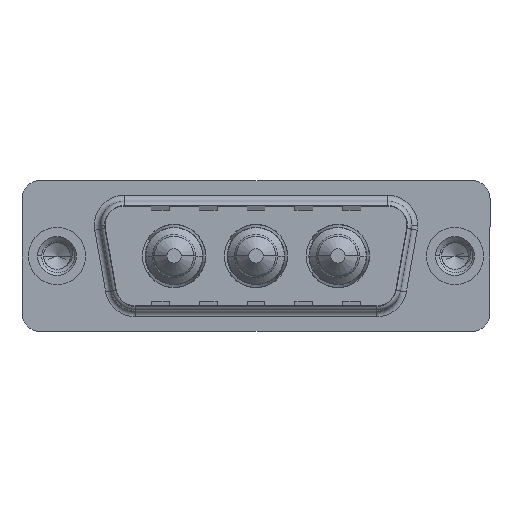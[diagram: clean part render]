
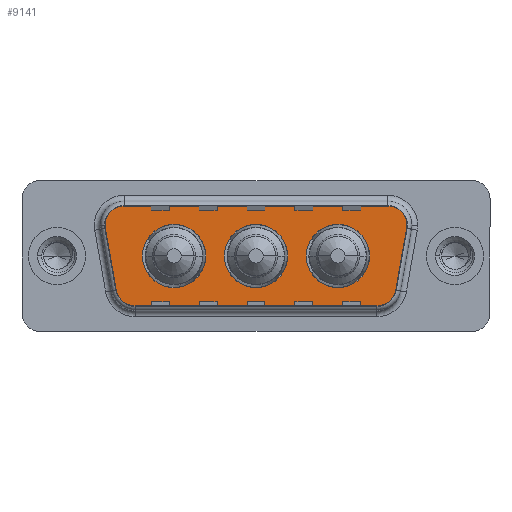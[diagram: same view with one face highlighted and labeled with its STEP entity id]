
A CAD part, top view. The second image highlights one B-rep face of the part: STEP entity #9141.
In plain terms, the highlighted planar face has unit normal (0, 0, 1).
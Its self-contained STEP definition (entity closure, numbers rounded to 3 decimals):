
#39 = CARTESIAN_POINT ( 'NONE',  ( 29.859, 2.553, 0. ) ) ;
#74 = CARTESIAN_POINT ( 'NONE',  ( 20.85, 0., 0. ) ) ;
#94 = EDGE_CURVE ( 'NONE', #2868, #11963, #7266, .T. ) ;
#112 = VERTEX_POINT ( 'NONE', #6473 ) ;
#371 = DIRECTION ( 'NONE',  ( 1., 0., 0. ) ) ;
#382 = EDGE_CURVE ( 'NONE', #7506, #805, #2987, .T. ) ;
#418 = EDGE_LOOP ( 'NONE', ( #6005, #10719 ) ) ;
#429 = ORIENTED_EDGE ( 'NONE', *, *, #94, .T. ) ;
#448 = DIRECTION ( 'NONE',  ( 0., 0., 1. ) ) ;
#451 = CARTESIAN_POINT ( 'NONE',  ( 5.411, 4.9, 0. ) ) ;
#467 = EDGE_CURVE ( 'NONE', #5267, #13762, #13262, .T. ) ;
#501 = ORIENTED_EDGE ( 'NONE', *, *, #3027, .F. ) ;
#769 = ORIENTED_EDGE ( 'NONE', *, *, #6491, .T. ) ;
#792 = EDGE_CURVE ( 'NONE', #2121, #2868, #12427, .T. ) ;
#805 = VERTEX_POINT ( 'NONE', #11385 ) ;
#848 = DIRECTION ( 'NONE',  ( 0., 0., 1. ) ) ;
#1094 = CIRCLE ( 'NONE', #2214, 2. ) ;
#1202 = CARTESIAN_POINT ( 'NONE',  ( 12.45, 0., 0. ) ) ;
#1312 = EDGE_CURVE ( 'NONE', #2134, #7275, #13076, .T. ) ;
#1514 = CARTESIAN_POINT ( 'NONE',  ( 6.434, -4.9, 0. ) ) ;
#1603 = AXIS2_PLACEMENT_3D ( 'NONE', #10238, #10018, #8500 ) ;
#1714 = AXIS2_PLACEMENT_3D ( 'NONE', #10148, #448, #6875 ) ;
#1750 = CARTESIAN_POINT ( 'NONE',  ( 5.411, 2.9, 0. ) ) ;
#1905 = DIRECTION ( 'NONE',  ( -1., 0., 0. ) ) ;
#2067 = VECTOR ( 'NONE', #5102, 1000. ) ;
#2121 = VERTEX_POINT ( 'NONE', #5434 ) ;
#2134 = VERTEX_POINT ( 'NONE', #1202 ) ;
#2214 = AXIS2_PLACEMENT_3D ( 'NONE', #7254, #848, #8342 ) ;
#2305 = ORIENTED_EDGE ( 'NONE', *, *, #6704, .T. ) ;
#2451 = AXIS2_PLACEMENT_3D ( 'NONE', #13594, #9435, #3052 ) ;
#2481 = AXIS2_PLACEMENT_3D ( 'NONE', #11112, #3722, #12188 ) ;
#2546 = VERTEX_POINT ( 'NONE', #11305 ) ;
#2561 = CIRCLE ( 'NONE', #12519, 2. ) ;
#2671 = EDGE_LOOP ( 'NONE', ( #4556, #429, #11628, #2990, #8323, #11636, #2305, #4586, #769 ) ) ;
#2778 = DIRECTION ( 'NONE',  ( -1., 0., 0. ) ) ;
#2868 = VERTEX_POINT ( 'NONE', #4294 ) ;
#2974 = CARTESIAN_POINT ( 'NONE',  ( 27.889, 2.9, 0. ) ) ;
#2987 = CIRCLE ( 'NONE', #12468, 2.65 ) ;
#2990 = ORIENTED_EDGE ( 'NONE', *, *, #11681, .T. ) ;
#3027 = EDGE_CURVE ( 'NONE', #805, #7506, #11373, .T. ) ;
#3052 = DIRECTION ( 'NONE',  ( 1., 0., 0. ) ) ;
#3507 = CARTESIAN_POINT ( 'NONE',  ( 7.15, 0., 0. ) ) ;
#3722 = DIRECTION ( 'NONE',  ( 0., 0., 1. ) ) ;
#3739 = ORIENTED_EDGE ( 'NONE', *, *, #1312, .F. ) ;
#3889 = LINE ( 'NONE', #451, #13459 ) ;
#3898 = EDGE_CURVE ( 'NONE', #13762, #5267, #9096, .T. ) ;
#4054 = EDGE_CURVE ( 'NONE', #7275, #2134, #10203, .T. ) ;
#4160 = VERTEX_POINT ( 'NONE', #10856 ) ;
#4280 = CARTESIAN_POINT ( 'NONE',  ( 9.8, 0., 0. ) ) ;
#4294 = CARTESIAN_POINT ( 'NONE',  ( 28.836, -3.247, 0. ) ) ;
#4341 = CARTESIAN_POINT ( 'NONE',  ( 26.866, -2.9, 0. ) ) ;
#4556 = ORIENTED_EDGE ( 'NONE', *, *, #792, .T. ) ;
#4586 = ORIENTED_EDGE ( 'NONE', *, *, #5807, .T. ) ;
#4629 = CARTESIAN_POINT ( 'NONE',  ( 29.889, 2.9, 0. ) ) ;
#4848 = LINE ( 'NONE', #11010, #2067 ) ;
#4919 = CARTESIAN_POINT ( 'NONE',  ( 16.65, 0., 0. ) ) ;
#4928 = FACE_BOUND ( 'NONE', #418, .T. ) ;
#4952 = VERTEX_POINT ( 'NONE', #12766 ) ;
#5102 = DIRECTION ( 'NONE',  ( 0.174, -0.985, 0. ) ) ;
#5267 = VERTEX_POINT ( 'NONE', #10491 ) ;
#5426 = EDGE_CURVE ( 'NONE', #11963, #12134, #9081, .T. ) ;
#5434 = CARTESIAN_POINT ( 'NONE',  ( 26.866, -4.9, 0. ) ) ;
#5581 = DIRECTION ( 'NONE',  ( 0., 0., 1. ) ) ;
#5728 = AXIS2_PLACEMENT_3D ( 'NONE', #2974, #11214, #1905 ) ;
#5795 = EDGE_CURVE ( 'NONE', #4160, #2546, #8263, .T. ) ;
#5807 = EDGE_CURVE ( 'NONE', #112, #13515, #2561, .T. ) ;
#6004 = DIRECTION ( 'NONE',  ( 1., 0., 0. ) ) ;
#6005 = ORIENTED_EDGE ( 'NONE', *, *, #467, .F. ) ;
#6097 = CARTESIAN_POINT ( 'NONE',  ( 6.434, -4.9, 0. ) ) ;
#6180 = CARTESIAN_POINT ( 'NONE',  ( 19.3, 0., 0. ) ) ;
#6473 = CARTESIAN_POINT ( 'NONE',  ( 4.464, -3.247, 0. ) ) ;
#6491 = EDGE_CURVE ( 'NONE', #13515, #2121, #9689, .T. ) ;
#6704 = EDGE_CURVE ( 'NONE', #2546, #112, #4848, .T. ) ;
#6875 = DIRECTION ( 'NONE',  ( 1., 0., 0. ) ) ;
#6911 = EDGE_LOOP ( 'NONE', ( #3739, #9677 ) ) ;
#6943 = EDGE_CURVE ( 'NONE', #4952, #4160, #3889, .T. ) ;
#7126 = EDGE_LOOP ( 'NONE', ( #8507, #501 ) ) ;
#7254 = CARTESIAN_POINT ( 'NONE',  ( 27.889, 2.9, 0. ) ) ;
#7266 = LINE ( 'NONE', #39, #12375 ) ;
#7275 = VERTEX_POINT ( 'NONE', #3507 ) ;
#7506 = VERTEX_POINT ( 'NONE', #6180 ) ;
#7635 = DIRECTION ( 'NONE',  ( 0., 0., 1. ) ) ;
#7658 = DIRECTION ( 'NONE',  ( 1., 0., 0. ) ) ;
#8263 = CIRCLE ( 'NONE', #11092, 2. ) ;
#8323 = ORIENTED_EDGE ( 'NONE', *, *, #6943, .T. ) ;
#8342 = DIRECTION ( 'NONE',  ( -1., 0., 0. ) ) ;
#8400 = PLANE ( 'NONE',  #2451 ) ;
#8500 = DIRECTION ( 'NONE',  ( 1., 0., 0. ) ) ;
#8507 = ORIENTED_EDGE ( 'NONE', *, *, #382, .F. ) ;
#8592 = DIRECTION ( 'NONE',  ( 0., 0., 1. ) ) ;
#8650 = CARTESIAN_POINT ( 'NONE',  ( 9.8, 0., 0. ) ) ;
#9081 = CIRCLE ( 'NONE', #5728, 2. ) ;
#9096 = CIRCLE ( 'NONE', #1714, 2.65 ) ;
#9141 = ADVANCED_FACE ( 'NONE', ( #10252, #4928, #10599, #13062 ), #8400, .T. ) ;
#9435 = DIRECTION ( 'NONE',  ( 0., 0., 1. ) ) ;
#9677 = ORIENTED_EDGE ( 'NONE', *, *, #4054, .F. ) ;
#9689 = LINE ( 'NONE', #1514, #12477 ) ;
#9878 = CARTESIAN_POINT ( 'NONE',  ( 6.434, -2.9, 0. ) ) ;
#9895 = DIRECTION ( 'NONE',  ( 0., 0., 1. ) ) ;
#9910 = DIRECTION ( 'NONE',  ( -1., 0., 0. ) ) ;
#10018 = DIRECTION ( 'NONE',  ( 0., 0., 1. ) ) ;
#10148 = CARTESIAN_POINT ( 'NONE',  ( 23.5, 0., 0. ) ) ;
#10203 = CIRCLE ( 'NONE', #10211, 2.65 ) ;
#10211 = AXIS2_PLACEMENT_3D ( 'NONE', #4280, #12551, #13078 ) ;
#10238 = CARTESIAN_POINT ( 'NONE',  ( 23.5, 0., 0. ) ) ;
#10252 = FACE_BOUND ( 'NONE', #7126, .T. ) ;
#10491 = CARTESIAN_POINT ( 'NONE',  ( 26.15, 0., 0. ) ) ;
#10599 = FACE_BOUND ( 'NONE', #6911, .T. ) ;
#10719 = ORIENTED_EDGE ( 'NONE', *, *, #3898, .F. ) ;
#10774 = CARTESIAN_POINT ( 'NONE',  ( 29.859, 2.553, 0. ) ) ;
#10856 = CARTESIAN_POINT ( 'NONE',  ( 5.411, 4.9, 0. ) ) ;
#11010 = CARTESIAN_POINT ( 'NONE',  ( 3.441, 2.553, 0. ) ) ;
#11092 = AXIS2_PLACEMENT_3D ( 'NONE', #1750, #11626, #6004 ) ;
#11112 = CARTESIAN_POINT ( 'NONE',  ( 16.65, 0., 0. ) ) ;
#11214 = DIRECTION ( 'NONE',  ( 0., 0., 1. ) ) ;
#11225 = AXIS2_PLACEMENT_3D ( 'NONE', #4341, #5581, #11406 ) ;
#11305 = CARTESIAN_POINT ( 'NONE',  ( 3.441, 2.553, 0. ) ) ;
#11373 = CIRCLE ( 'NONE', #2481, 2.65 ) ;
#11385 = CARTESIAN_POINT ( 'NONE',  ( 14., 0., 0. ) ) ;
#11401 = DIRECTION ( 'NONE',  ( 0.174, 0.985, 0. ) ) ;
#11406 = DIRECTION ( 'NONE',  ( 1., 0., 0. ) ) ;
#11417 = AXIS2_PLACEMENT_3D ( 'NONE', #8650, #8592, #371 ) ;
#11626 = DIRECTION ( 'NONE',  ( 0., 0., 1. ) ) ;
#11628 = ORIENTED_EDGE ( 'NONE', *, *, #5426, .T. ) ;
#11636 = ORIENTED_EDGE ( 'NONE', *, *, #5795, .T. ) ;
#11681 = EDGE_CURVE ( 'NONE', #12134, #4952, #1094, .T. ) ;
#11963 = VERTEX_POINT ( 'NONE', #10774 ) ;
#12134 = VERTEX_POINT ( 'NONE', #4629 ) ;
#12188 = DIRECTION ( 'NONE',  ( 1., 0., 0. ) ) ;
#12375 = VECTOR ( 'NONE', #11401, 1000. ) ;
#12411 = DIRECTION ( 'NONE',  ( 1., 0., 0. ) ) ;
#12427 = CIRCLE ( 'NONE', #11225, 2. ) ;
#12468 = AXIS2_PLACEMENT_3D ( 'NONE', #4919, #7635, #12411 ) ;
#12477 = VECTOR ( 'NONE', #7658, 1000. ) ;
#12519 = AXIS2_PLACEMENT_3D ( 'NONE', #9878, #9895, #9910 ) ;
#12551 = DIRECTION ( 'NONE',  ( 0., 0., 1. ) ) ;
#12766 = CARTESIAN_POINT ( 'NONE',  ( 27.889, 4.9, 0. ) ) ;
#13062 = FACE_OUTER_BOUND ( 'NONE', #2671, .T. ) ;
#13076 = CIRCLE ( 'NONE', #11417, 2.65 ) ;
#13078 = DIRECTION ( 'NONE',  ( 1., 0., 0. ) ) ;
#13262 = CIRCLE ( 'NONE', #1603, 2.65 ) ;
#13459 = VECTOR ( 'NONE', #2778, 1000. ) ;
#13515 = VERTEX_POINT ( 'NONE', #6097 ) ;
#13594 = CARTESIAN_POINT ( 'NONE',  ( 26.866, -2.9, 0. ) ) ;
#13762 = VERTEX_POINT ( 'NONE', #74 ) ;
